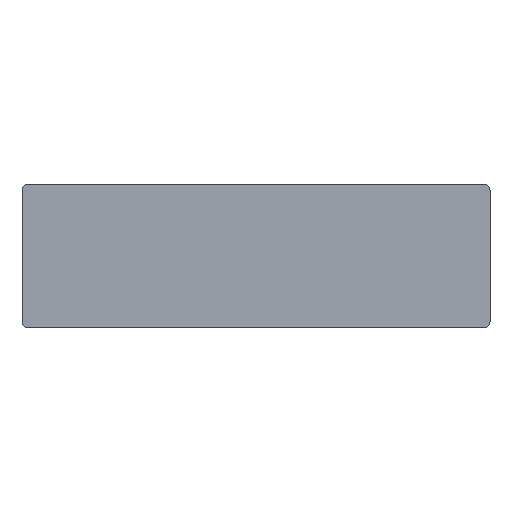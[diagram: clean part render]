
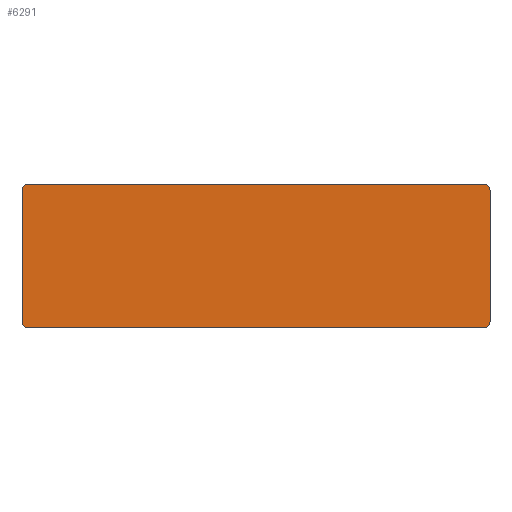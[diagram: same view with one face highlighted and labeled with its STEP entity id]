
A CAD part, front view. The second image highlights one B-rep face of the part: STEP entity #6291.
In plain terms, the highlighted planar face has unit normal (0, -1, 0).
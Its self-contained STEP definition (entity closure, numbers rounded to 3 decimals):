
#13=CARTESIAN_POINT('',(-111.,-54.8,-32.));
#14=DIRECTION('',(0.,-1.,0.));
#15=DIRECTION('',(-1.,0.,0.));
#16=AXIS2_PLACEMENT_3D('',#13,#14,#15);
#18=CARTESIAN_POINT('',(-111.,-54.8,32.));
#19=DIRECTION('',(0.,-1.,0.));
#20=DIRECTION('',(0.,0.,1.));
#21=AXIS2_PLACEMENT_3D('',#18,#19,#20);
#23=DIRECTION('',(1.,0.,0.));
#24=VECTOR('',#23,222.);
#25=CARTESIAN_POINT('',(-111.,-54.8,35.));
#26=LINE('',#25,#24);
#27=CARTESIAN_POINT('',(111.,-54.8,32.));
#28=DIRECTION('',(0.,-1.,0.));
#29=DIRECTION('',(1.,0.,0.));
#30=AXIS2_PLACEMENT_3D('',#27,#28,#29);
#32=CARTESIAN_POINT('',(111.,-54.8,-32.));
#33=DIRECTION('',(0.,-1.,0.));
#34=DIRECTION('',(0.,0.,-1.));
#35=AXIS2_PLACEMENT_3D('',#32,#33,#34);
#37=DIRECTION('',(1.,0.,0.));
#38=VECTOR('',#37,222.);
#39=CARTESIAN_POINT('',(-111.,-54.8,-35.));
#40=LINE('',#39,#38);
#84=DIRECTION('',(0.,0.,1.));
#85=VECTOR('',#84,64.);
#86=CARTESIAN_POINT('',(114.,-54.8,-32.));
#87=LINE('',#86,#85);
#1974=DIRECTION('',(0.,0.,-1.));
#1975=VECTOR('',#1974,64.);
#1976=CARTESIAN_POINT('',(-114.,-54.8,32.));
#1977=LINE('',#1976,#1975);
#5766=CARTESIAN_POINT('',(-114.,-54.8,-32.));
#5767=CARTESIAN_POINT('',(-111.,-54.8,-35.));
#5768=VERTEX_POINT('',#5766);
#5769=VERTEX_POINT('',#5767);
#5782=CARTESIAN_POINT('',(111.,-54.8,-35.));
#5783=CARTESIAN_POINT('',(114.,-54.8,-32.));
#5784=VERTEX_POINT('',#5782);
#5785=VERTEX_POINT('',#5783);
#5790=CARTESIAN_POINT('',(114.,-54.8,32.));
#5791=CARTESIAN_POINT('',(111.,-54.8,35.));
#5792=VERTEX_POINT('',#5790);
#5793=VERTEX_POINT('',#5791);
#5798=CARTESIAN_POINT('',(-111.,-54.8,35.));
#5799=VERTEX_POINT('',#5798);
#5800=CARTESIAN_POINT('',(-114.,-54.8,32.));
#5801=VERTEX_POINT('',#5800);
#6270=CARTESIAN_POINT('',(0.,-54.8,0.));
#6271=DIRECTION('',(0.,-1.,0.));
#6272=DIRECTION('',(1.,0.,0.));
#6273=AXIS2_PLACEMENT_3D('',#6270,#6271,#6272);
#6274=PLANE('',#6273);
#6276=ORIENTED_EDGE('',*,*,#6275,.F.);
#6278=ORIENTED_EDGE('',*,*,#6277,.F.);
#6280=ORIENTED_EDGE('',*,*,#6279,.F.);
#6281=ORIENTED_EDGE('',*,*,#6246,.T.);
#6282=ORIENTED_EDGE('',*,*,#6260,.F.);
#6284=ORIENTED_EDGE('',*,*,#6283,.F.);
#6286=ORIENTED_EDGE('',*,*,#6285,.F.);
#6288=ORIENTED_EDGE('',*,*,#6287,.F.);
#6289=EDGE_LOOP('',(#6276,#6278,#6280,#6281,#6282,#6284,#6286,#6288));
#6290=FACE_OUTER_BOUND('',#6289,.F.);
#6291=ADVANCED_FACE('',(#6290),#6274,.T.);
#17=CIRCLE('',#16,3.);
#22=CIRCLE('',#21,3.);
#31=CIRCLE('',#30,3.);
#36=CIRCLE('',#35,3.);
#6246=EDGE_CURVE('',#5799,#5793,#26,.T.);
#6260=EDGE_CURVE('',#5792,#5793,#31,.T.);
#6275=EDGE_CURVE('',#5768,#5769,#17,.T.);
#6277=EDGE_CURVE('',#5801,#5768,#1977,.T.);
#6279=EDGE_CURVE('',#5799,#5801,#22,.T.);
#6283=EDGE_CURVE('',#5785,#5792,#87,.T.);
#6285=EDGE_CURVE('',#5784,#5785,#36,.T.);
#6287=EDGE_CURVE('',#5769,#5784,#40,.T.);
